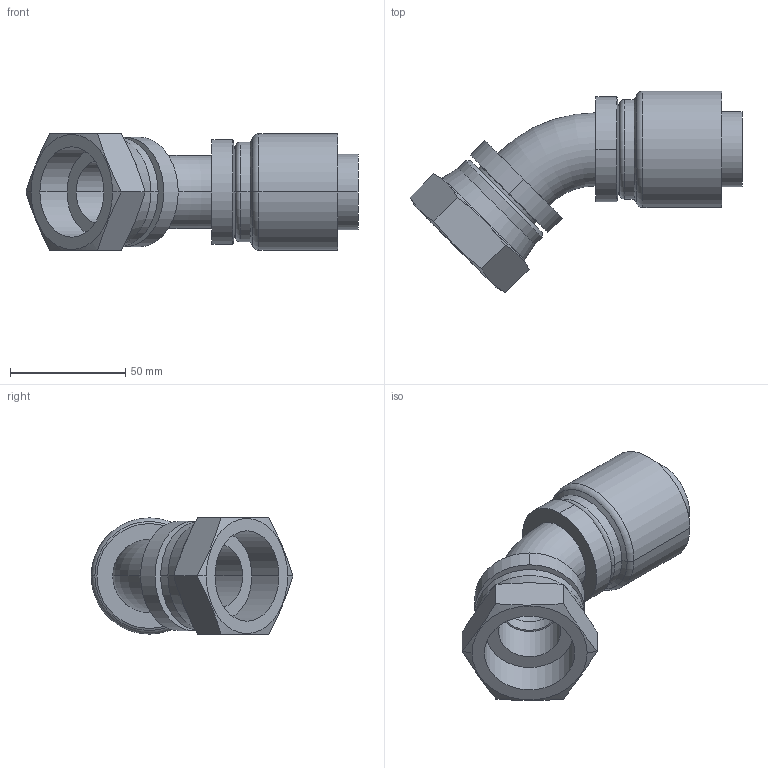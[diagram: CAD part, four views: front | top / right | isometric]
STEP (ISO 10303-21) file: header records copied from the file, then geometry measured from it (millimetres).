
FILE_DESCRIPTION((''),'2;1');
FILE_NAME('1GA20FJA20_ASM','2008-08-06T',('E5251014'),('Eaton Hydraulics Inc.'),'PRO/ENGINEER BY PARAMETRIC TECHNOLOGY CORPORATION, 2005170','PRO/ENGINEER BY PARAMETRIC TECHNOLOGY CORPORATION, 2005170','');
FILE_SCHEMA(('CONFIG_CONTROL_DESIGN'));
Length unit declared in the file: millimetre
Products named in the file (6): 1F40014-2020; FC2965-20; FC2775-2020; 210204-20_CRIMP; 1G20_CRIMP; 1GA20FJA20_ASM
Assembly tree (5 placements, depth 2):
  1GA20FJA20_ASM
    1F40014-2020
    FC2965-20
    FC2775-2020
    210204-20_CRIMP
    1G20_CRIMP
Bounding box: 144.29 x 87.6 x 50.8 mm (x, y, z)
Volume: 94437.9 mm3; surface area: 58502.3 mm2
Topology: 5 solids, 5 shells, 128 faces, 272 edges, 162 vertices
Faces by surface type: cylinder 46, cone 34, plane 24, torus 24
Entity records: 3750 total; most frequent: CARTESIAN_POINT 735, DIRECTION 690, ORIENTED_EDGE 544, AXIS2_PLACEMENT_3D 305, EDGE_CURVE 272, CIRCLE 166, VERTEX_POINT 162, EDGE_LOOP 146
